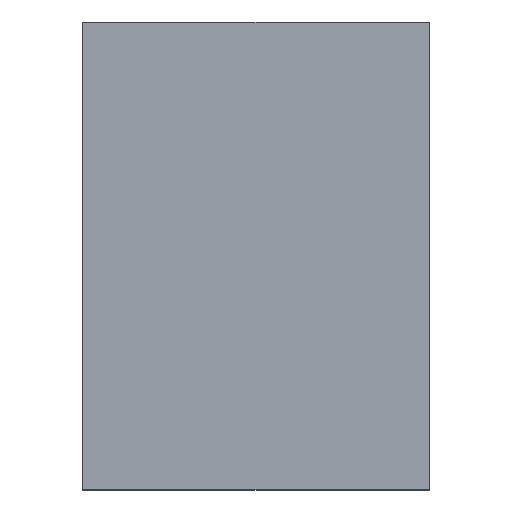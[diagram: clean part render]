
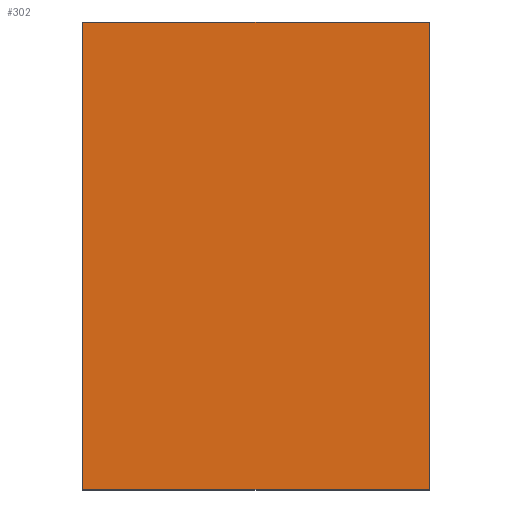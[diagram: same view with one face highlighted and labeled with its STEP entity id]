
A CAD part, top view. The second image highlights one B-rep face of the part: STEP entity #302.
In plain terms, the highlighted planar face has unit normal (0, 0, 1).
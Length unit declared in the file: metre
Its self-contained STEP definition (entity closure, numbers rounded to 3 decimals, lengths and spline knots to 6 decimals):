
#302=ADVANCED_FACE('0:287',(#528),#529,.T.);
#528=FACE_OUTER_BOUND('',#767,.T.);
#529=PLANE('',#768);
#767=EDGE_LOOP('',(#1344,#1345,#1346,#1347));
#768=AXIS2_PLACEMENT_3D('',#1348,#1349,#1350);
#1344=ORIENTED_EDGE('',*,*,#1689,.T.);
#1345=ORIENTED_EDGE('',*,*,#1684,.T.);
#1346=ORIENTED_EDGE('',*,*,#1657,.T.);
#1347=ORIENTED_EDGE('',*,*,#1680,.T.);
#1348=CARTESIAN_POINT('',(0.,-0.00012,0.01395));
#1349=DIRECTION('',(0.0,0.0,1.0));
#1350=DIRECTION('',(1.0,0.0,0.0));
#1657=EDGE_CURVE('0:812',#2446,#2444,#2447,.T.);
#1680=EDGE_CURVE('0:830',#2444,#2486,#2488,.T.);
#1684=EDGE_CURVE('0:833',#2492,#2446,#2493,.T.);
#1689=EDGE_CURVE('0:839',#2486,#2492,#2499,.T.);
#2444=VERTEX_POINT('',#2959);
#2446=VERTEX_POINT('',#2962);
#2447=LINE('',#2963,#2964);
#2486=VERTEX_POINT('',#3023);
#2488=LINE('',#3026,#3027);
#2492=VERTEX_POINT('',#3033);
#2493=LINE('',#3034,#3035);
#2499=LINE('',#3044,#3045);
#2959=CARTESIAN_POINT('',(0.008,-0.01092,0.01395));
#2962=CARTESIAN_POINT('',(-0.008,-0.01092,0.01395));
#2963=CARTESIAN_POINT('',(0.008,-0.01092,0.01395));
#2964=VECTOR('',#3458,0.01);
#3023=CARTESIAN_POINT('',(0.008,0.01068,0.01395));
#3026=CARTESIAN_POINT('',(0.008,0.01068,0.01395));
#3027=VECTOR('',#3480,0.01);
#3033=CARTESIAN_POINT('',(-0.008,0.01068,0.01395));
#3034=CARTESIAN_POINT('',(-0.008,-0.01092,0.01395));
#3035=VECTOR('',#3483,0.01);
#3044=CARTESIAN_POINT('',(-0.008,0.01068,0.01395));
#3045=VECTOR('',#3487,0.01);
#3458=DIRECTION('',(1.0,0.0,0.0));
#3480=DIRECTION('',(0.0,1.0,0.0));
#3483=DIRECTION('',(0.,-1.0,0.0));
#3487=DIRECTION('',(-1.0,0.0,0.0));
